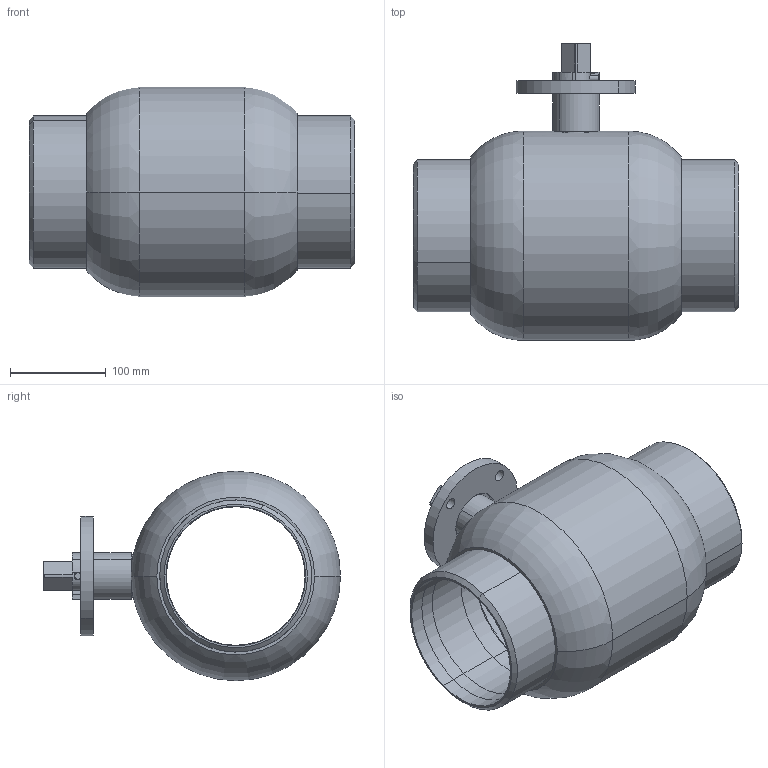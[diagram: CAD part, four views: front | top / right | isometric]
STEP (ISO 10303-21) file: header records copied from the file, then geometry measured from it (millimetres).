
FILE_DESCRIPTION (( 'STEP AP214' ), '1' );
FILE_NAME ('DN150Çò·§PN25.STEP', '2024-03-31T03:52:05', ( '' ), ( '' ), 'SwSTEP 2.0', 'SolidWorks 2019', '' );
FILE_SCHEMA (( 'AUTOMOTIVE_DESIGN' ));
Length unit declared in the file: millimetre
Products named in the file (7): Q61F-150-5粣杶; 125-150攫; DN150球阀PN25; Q61F-150-4傻諉; Q61F-150-1概极樓馱; Q61F-125-3概裝; Q61F-150-16詩种
Assembly tree (7 placements, depth 2):
  DN150球阀PN25
    Q61F-150-1概极樓馱
    Q61F-150-5粣杶
    Q61F-150-4傻諉  x2
    Q61F-125-3概裝
    125-150攫
    Q61F-150-16詩种
Bounding box: 340 x 310.5 x 219 mm (x, y, z)
Volume: 1859496.7 mm3; surface area: 560780 mm2
Topology: 7 solids, 7 shells, 157 faces, 355 edges, 224 vertices
Faces by surface type: cylinder 75, plane 52, cone 16, torus 14
Entity records: 5002 total; most frequent: CARTESIAN_POINT 1111, DIRECTION 763, ORIENTED_EDGE 634, EDGE_CURVE 317, AXIS2_PLACEMENT_3D 316, VERTEX_POINT 202, EDGE_LOOP 169, CIRCLE 168
